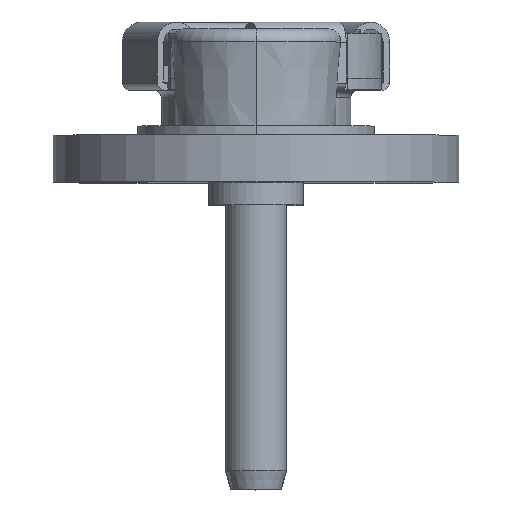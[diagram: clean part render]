
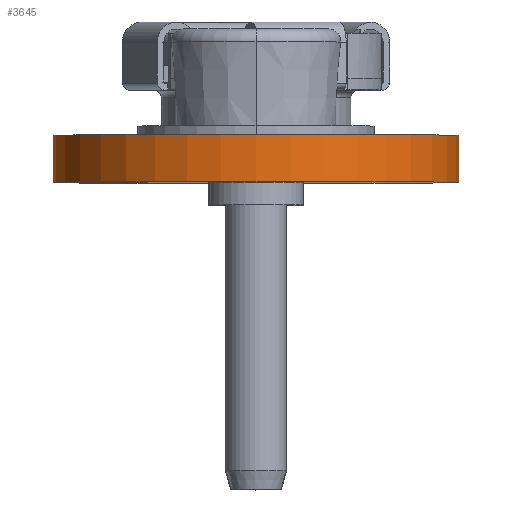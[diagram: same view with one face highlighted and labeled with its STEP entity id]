
A CAD part, top view. The second image highlights one B-rep face of the part: STEP entity #3645.
In plain terms, the highlighted cylindrical face has radius 6.795 mm (diameter 13.589 mm), a partial arc.
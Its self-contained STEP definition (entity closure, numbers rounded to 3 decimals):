
#1101 = FACE_OUTER_BOUND ( 'NONE', #3646, .T. ) ;
#1129 = CARTESIAN_POINT ( 'NONE',  ( -3.725, 0.188, 5.138 ) ) ;
#1130 = LINE ( 'NONE', #1129, #1165 ) ;
#1138 = DIRECTION ( 'NONE',  ( 0., -1., 0. ) ) ;
#1139 = CARTESIAN_POINT ( 'NONE',  ( 9.864, 0.188, 5.138 ) ) ;
#1140 = LINE ( 'NONE', #1139, #1143 ) ;
#1143 = VECTOR ( 'NONE', #1138, 1000. ) ;
#1144 = DIRECTION ( 'NONE',  ( 0., 0., -1. ) ) ;
#1164 = DIRECTION ( 'NONE',  ( 0., -1., 0. ) ) ;
#1165 = VECTOR ( 'NONE', #1164, 1000. ) ;
#1170 = AXIS2_PLACEMENT_3D ( 'NONE', #1173, #1172, #1144 ) ;
#1171 = CYLINDRICAL_SURFACE ( 'NONE', #1170, 6.794 ) ;
#1172 = DIRECTION ( 'NONE',  ( 0., -1., 0. ) ) ;
#1173 = CARTESIAN_POINT ( 'NONE',  ( 3.069, 0.188, 5.138 ) ) ;
#3214 = VERTEX_POINT ( 'NONE', #8699 ) ;
#3284 = VERTEX_POINT ( 'NONE', #8854 ) ;
#3300 = VERTEX_POINT ( 'NONE', #8814 ) ;
#3334 = VERTEX_POINT ( 'NONE', #8928 ) ;
#3338 = EDGE_CURVE ( 'NONE', #3334, #3214, #8938, .T. ) ;
#3353 = EDGE_CURVE ( 'NONE', #3300, #3284, #8949, .T. ) ;
#3645 = ADVANCED_FACE ( 'NONE', ( #1101 ), #1171, .T. ) ;
#3646 = EDGE_LOOP ( 'NONE', ( #3647, #3648, #3650, #3651 ) ) ;
#3647 = ORIENTED_EDGE ( 'NONE', *, *, #3338, .T. ) ;
#3648 = ORIENTED_EDGE ( 'NONE', *, *, #3649, .F. ) ;
#3649 = EDGE_CURVE ( 'NONE', #3284, #3214, #1140, .T. ) ;
#3650 = ORIENTED_EDGE ( 'NONE', *, *, #3353, .F. ) ;
#3651 = ORIENTED_EDGE ( 'NONE', *, *, #3653, .T. ) ;
#3653 = EDGE_CURVE ( 'NONE', #3300, #3334, #1130, .T. ) ;
#8699 = CARTESIAN_POINT ( 'NONE',  ( 9.864, -1.387, 5.138 ) ) ;
#8814 = CARTESIAN_POINT ( 'NONE',  ( -3.725, 0.188, 5.138 ) ) ;
#8854 = CARTESIAN_POINT ( 'NONE',  ( 9.864, 0.188, 5.138 ) ) ;
#8928 = CARTESIAN_POINT ( 'NONE',  ( -3.725, -1.387, 5.138 ) ) ;
#8938 = CIRCLE ( 'NONE', #8976, 6.794 ) ;
#8948 = AXIS2_PLACEMENT_3D ( 'NONE', #8959, #8958, #8957 ) ;
#8949 = CIRCLE ( 'NONE', #8948, 6.794 ) ;
#8952 = DIRECTION ( 'NONE',  ( 0., 0., -1. ) ) ;
#8954 = CARTESIAN_POINT ( 'NONE',  ( 3.069, -1.387, 5.138 ) ) ;
#8957 = DIRECTION ( 'NONE',  ( 0., 0., -1. ) ) ;
#8958 = DIRECTION ( 'NONE',  ( 0., 1., 0. ) ) ;
#8959 = CARTESIAN_POINT ( 'NONE',  ( 3.069, 0.188, 5.138 ) ) ;
#8972 = DIRECTION ( 'NONE',  ( 0., 1., 0. ) ) ;
#8976 = AXIS2_PLACEMENT_3D ( 'NONE', #8954, #8972, #8952 ) ;
